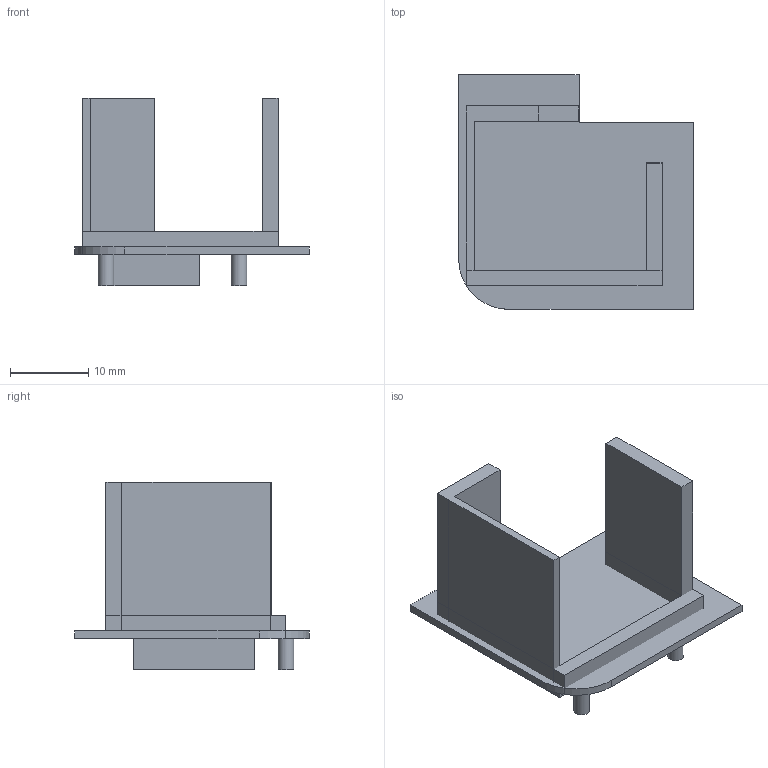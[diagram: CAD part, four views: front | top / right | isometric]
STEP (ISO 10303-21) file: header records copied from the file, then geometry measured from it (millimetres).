
FILE_DESCRIPTION(('FreeCAD Model'),'2;1');
FILE_NAME('Open CASCADE Shape Model','2024-11-02T17:33:28',('Author'),( ''),'Open CASCADE STEP processor 7.6','FreeCAD','Unknown');
FILE_SCHEMA(('AUTOMOTIVE_DESIGN { 1 0 10303 214 1 1 1 1 }'));
Length unit declared in the file: millimetre
Products named in the file (11): SoporteMotor; Body005; Pad004; Body006; Pad005; Body007; Pad006; Body; Body002; Body003; Body004
Assembly tree (10 placements, depth 2):
  SoporteMotor
    Body005
    Pad004
    Body006
    Pad005
    Body007
    Pad006
    Body
    Body002
    Body003
    Body004
Bounding box: 30 x 30 x 24 mm (x, y, z)
Volume: 4453.3 mm3; surface area: 7657 mm2
Topology: 10 solids, 10 shells, 80 faces, 180 edges, 120 vertices
Faces by surface type: plane 77, cylinder 3
Full cylindrical faces by diameter (mm): 2 x2
Entity records: 2471 total; most frequent: CARTESIAN_POINT 391, DIRECTION 368, ORIENTED_EDGE 360, EDGE_CURVE 180, LINE 174, VECTOR 174, VERTEX_POINT 120, AXIS2_PLACEMENT_3D 97
